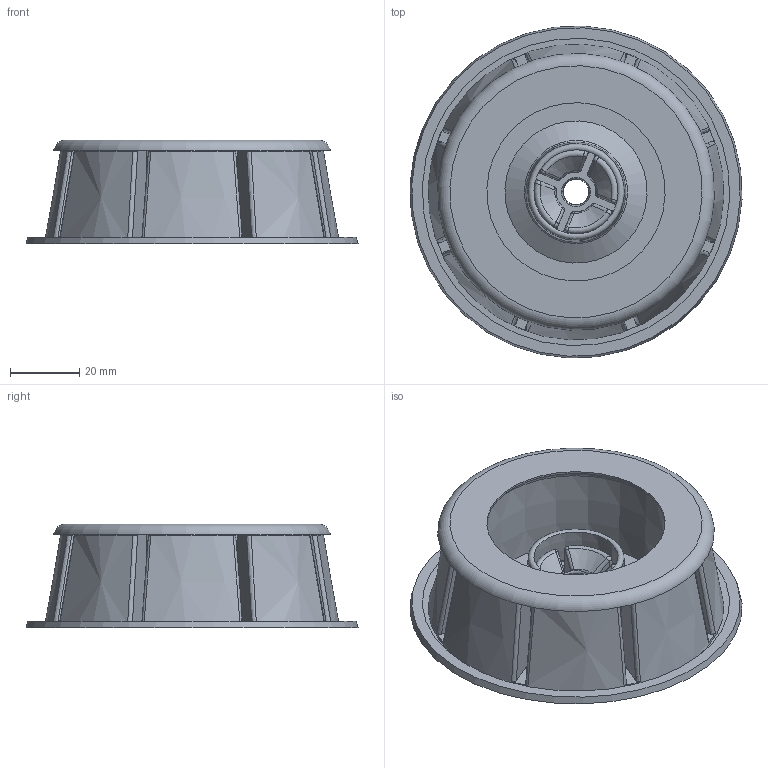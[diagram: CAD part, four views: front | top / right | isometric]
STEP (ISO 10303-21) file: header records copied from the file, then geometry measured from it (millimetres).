
FILE_DESCRIPTION(/* description */ (''),/* implementation_level */ '2;1');
FILE_NAME(/* name */ '18104.050X_3D.stp',/* time_stamp */ '2025-07-22T09:44:40+02:00',/* author */ ('CAD'),/* organization */ (''),/* preprocessor_version */ 'ST-DEVELOPER v20',/* originating_system */ 'AutoCAD Mechanical',/* authorisation */ '');
FILE_SCHEMA (('AUTOMOTIVE_DESIGN { 1 0 10303 214 3 1 1 }'));
Length unit declared in the file: millimetre
Products named in the file (2): Product; *S0
Assembly tree (1 placements, depth 2):
  Product
    *S0
Bounding box: 95.91 x 95.91 x 30 mm (x, y, z)
Volume: 46796.1 mm3; surface area: 41966.5 mm2
Topology: 1 solids, 1 shells, 245 faces, 580 edges, 333 vertices
Faces by surface type: bspline 112, plane 38, torus 33, cone 29, cylinder 17, sphere 16
Full cylindrical faces by diameter (mm): 51.5 x1
Entity records: 12103 total; most frequent: CARTESIAN_POINT 7209, ORIENTED_EDGE 1144, DIRECTION 806, EDGE_CURVE 572, AXIS2_PLACEMENT_3D 370, VERTEX_POINT 333, B_SPLINE_CURVE_WITH_KNOTS 272, EDGE_LOOP 251
